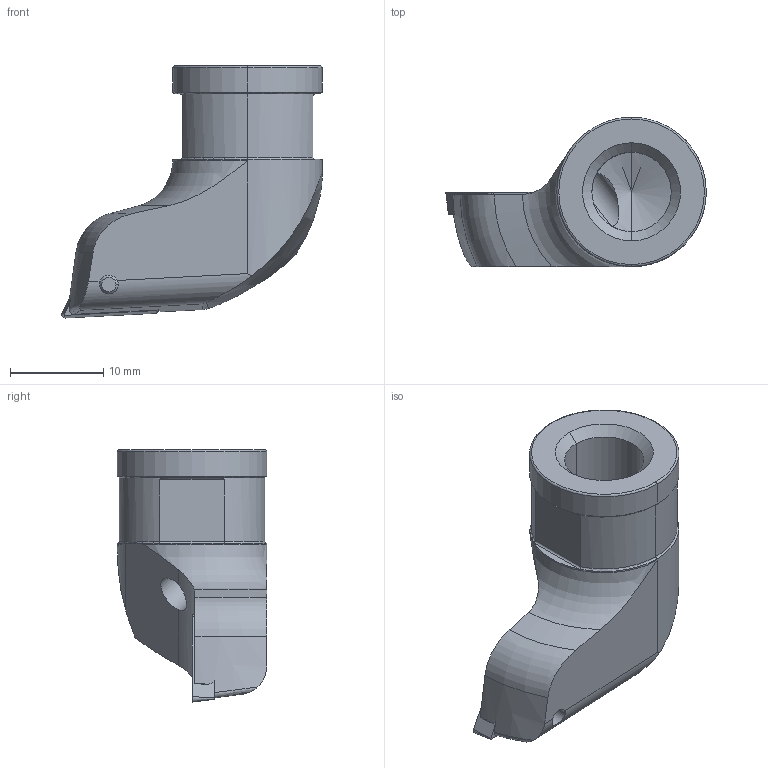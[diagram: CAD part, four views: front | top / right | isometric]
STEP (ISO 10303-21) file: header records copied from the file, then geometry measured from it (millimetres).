
FILE_DESCRIPTION(('no description'),'unknown implementation level');
FILE_NAME('862CDF18-943C-44FB-A15C-1B41089F8208_export.stp',' ',('CIMSOURCE GmbH'),('CADClick - KiM GmbH - www.kimweb.de'),'unknown preprocess','ACIS','unknown authorization');
FILE_SCHEMA(('automotive_design'));
Length unit declared in the file: millimetre
Products named in the file (3): 615.287 Kaiser E40 TC11|655.383 Kaiser TCGT 110204 K10C;Kombinieren1; 615.287 Kaiser E40 TC11|694.122 Kaiser ETL M2.5x6.5 T7 IP 10S;Kreismuster1; 615.287 Kaiser E40 TC11|615.287 Kaiser E40 TC11;Schnitt-Rotation2
Bounding box: 27.9 x 16 x 27 mm (x, y, z)
Volume: 3977.8 mm3; surface area: 2537.4 mm2
Topology: 3 solids, 3 shells, 133 faces, 333 edges, 203 vertices
Faces by surface type: cylinder 54, cone 30, plane 30, torus 16, bspline 3
Entity records: 9719 total; most frequent: CARTESIAN_POINT 2717, DIRECTION 712, STYLED_ITEM 670, PRESENTATION_STYLE_ASSIGNMENT 670, COLOUR_RGB 670, ORIENTED_EDGE 662, EDGE_CURVE 331, CURVE_STYLE 331
